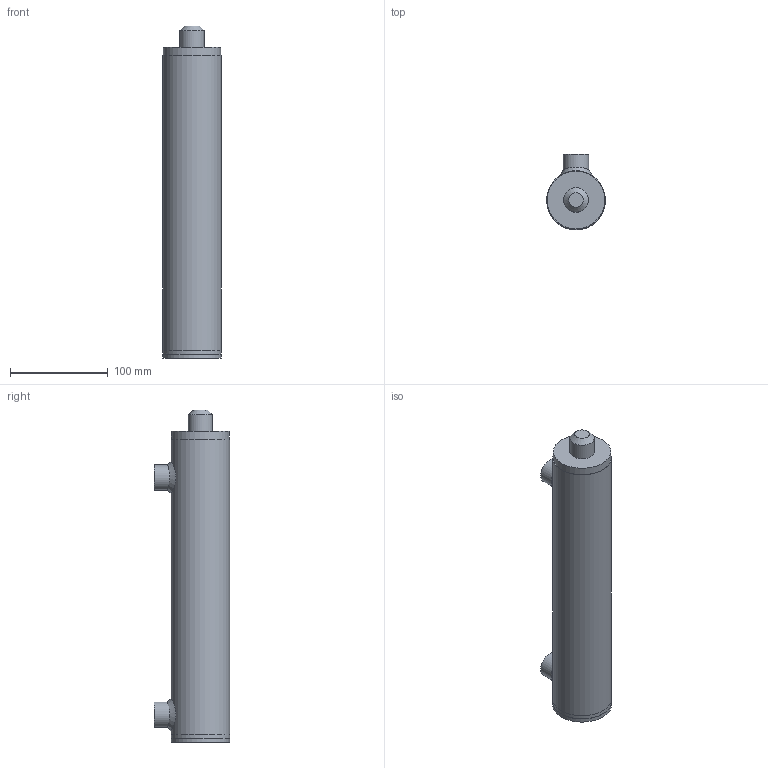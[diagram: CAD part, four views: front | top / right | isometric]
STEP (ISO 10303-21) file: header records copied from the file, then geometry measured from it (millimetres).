
FILE_DESCRIPTION(/* description */ (''),/* implementation_level */ '2;1');
FILE_NAME(/* name */ 'CY0500250200A00A00-1.stp',/* time_stamp */ '2025-10-24T13:24:49+02:00',/* author */ ('muc'),/* organization */ (''),/* preprocessor_version */ 'ST-DEVELOPER v20',/* originating_system */ 'Autodesk Inventor 2022',/* authorisation */ '');
FILE_SCHEMA (('AUTOMOTIVE_DESIGN { 1 0 10303 214 3 1 1 }'));
Length unit declared in the file: millimetre
Products named in the file (9): CY0500250200A00A00-1; CY0500250200A00A00-1_1; Rør; Stok; NBP000050020; NBDAA0002015 M20x1,5; NBF000050060; NBT006005025; NBBORSG3-8
Assembly tree (9 placements, depth 2):
  CY0500250200A00A00-1
    CY0500250200A00A00-1_1
    Rør
    Stok
    NBP000050020
    NBDAA0002015 M20x1,5
    NBF000050060
    NBT006005025
    NBBORSG3-8  x2
Bounding box: 60 x 77 x 340 mm (x, y, z)
Volume: 580603.8 mm3; surface area: 183639.6 mm2
Topology: 11 solids, 11 shells, 107 faces, 209 edges, 139 vertices
Faces by surface type: plane 47, cylinder 41, cone 17, bspline 2
Full cylindrical faces by diameter (mm): 6 x2, 14.95 x2, 18.376 x1, 20 x3, 22 x1, 25 x5, 26 x4, 27 x1, 28 x1, 29 x1, 30 x1, 40 x1, 45 x3, 50 x7, 52 x1, 54 x1, 59 x1, 60 x3
Entity records: 3827 total; most frequent: CARTESIAN_POINT 1297, DIRECTION 508, ORIENTED_EDGE 396, AXIS2_PLACEMENT_3D 215, EDGE_CURVE 198, EDGE_LOOP 136, VERTEX_POINT 132, FACE_OUTER_BOUND 101
